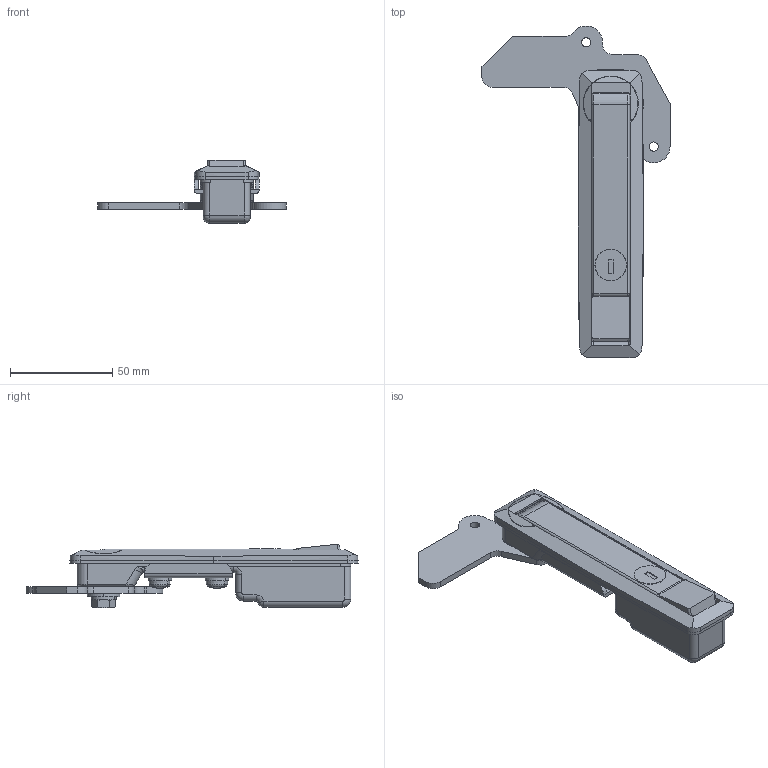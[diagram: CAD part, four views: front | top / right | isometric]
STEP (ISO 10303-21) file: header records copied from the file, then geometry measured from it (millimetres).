
FILE_DESCRIPTION (( 'STEP AP203' ), '1' );
FILE_NAME ('A-960-3.STEP', '2021-05-13T02:11:08', ( '' ), ( '' ), 'SwSTEP 2.0', 'SolidWorks 2018', '' );
FILE_SCHEMA (( 'CONFIG_CONTROL_DESIGN' ));
Length unit declared in the file: millimetre
Products named in the file (14): A-960-3_packing_; A-960-3_case_; A-960-3_button_; A-960-3_small screw with a cross hole__M6x10十字穴付なべ小ねじ(鉄)SWシングルセムス(P2); A-960-3_axis__button; A-960-3_washer_; A-960-3_rotating shaft_; A-960-3_handle_; A-960-3-200_rotor__#200-2-4_; A-960-3_clasp_; A-960-3_mounting plate_; A-960-3; A-960-3_Hex bolt with cross hole__M6x10十字穴付六角ボルト(鉄)SWシングルセムス(P2); A-960-3_axis__handle
Assembly tree (14 placements, depth 2):
  A-960-3
    A-960-3_case_
    A-960-3_handle_
    A-960-3_rotating shaft_
    A-960-3_packing_
    A-960-3_clasp_
    A-960-3_washer_
    A-960-3_Hex bolt with cross hole__M6x10十字穴付六角ボルト(鉄)SWシングルセムス(P2)
    A-960-3_small screw with a cross hole__M6x10十字穴付なべ小ねじ(鉄)SWシングルセムス(P2)  x2
    A-960-3_button_
    A-960-3_mounting plate_
    A-960-3-200_rotor__#200-2-4_
    A-960-3_axis__button
    A-960-3_axis__handle
Bounding box: 92 x 162.46 x 31.17 mm (x, y, z)
Volume: 60488.6 mm3; surface area: 50710.6 mm2
Topology: 14 solids, 14 shells, 558 faces, 1422 edges, 902 vertices
Faces by surface type: cylinder 247, plane 234, torus 37, cone 24, sphere 12, bspline 4
Entity records: 17542 total; most frequent: CARTESIAN_POINT 3475, DIRECTION 2725, ORIENTED_EDGE 2608, EDGE_CURVE 1304, AXIS2_PLACEMENT_3D 1026, VERTEX_POINT 828, VECTOR 673, LINE 673
